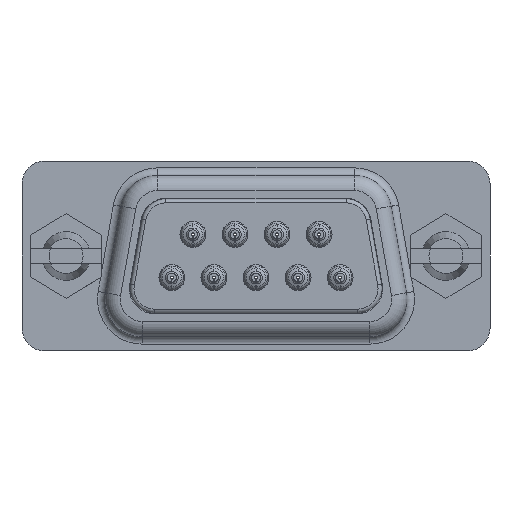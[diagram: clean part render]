
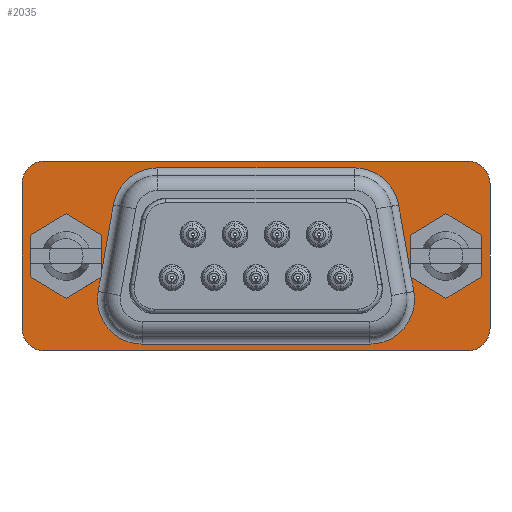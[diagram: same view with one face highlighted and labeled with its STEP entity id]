
A CAD part, left-side view. The second image highlights one B-rep face of the part: STEP entity #2035.
In plain terms, the highlighted planar face has unit normal (-1, 0, 0).
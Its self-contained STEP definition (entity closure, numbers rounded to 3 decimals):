
#35=CARTESIAN_POINT('',(0.725,13.9,-6.25));
#36=VERTEX_POINT('',#35);
#37=CARTESIAN_POINT('',(0.725,15.4,-4.75));
#38=VERTEX_POINT('',#37);
#39=CARTESIAN_POINT('',(0.725,13.9,-4.75));
#40=DIRECTION('',(0.,0.,-1.));
#41=DIRECTION('',(1.,0.,0.));
#42=AXIS2_PLACEMENT_3D('',#39,#41,#40);
#43=CIRCLE('',#42,1.5);
#44=EDGE_CURVE('',#36,#38,#43,.T.);
#77=CARTESIAN_POINT('',(0.725,15.4,4.75));
#78=VERTEX_POINT('',#77);
#79=CARTESIAN_POINT('',(0.725,15.4,-4.75));
#80=DIRECTION('',(0.,0.,1.));
#81=VECTOR('',#80,9.5);
#82=LINE('',#79,#81);
#83=EDGE_CURVE('',#38,#78,#82,.T.);
#108=CARTESIAN_POINT('',(0.725,13.9,6.25));
#109=VERTEX_POINT('',#108);
#110=CARTESIAN_POINT('',(0.725,13.9,4.75));
#111=DIRECTION('',(0.,1.,0.));
#112=DIRECTION('',(1.,0.,0.));
#113=AXIS2_PLACEMENT_3D('',#110,#112,#111);
#114=CIRCLE('',#113,1.5);
#115=EDGE_CURVE('',#78,#109,#114,.T.);
#141=CARTESIAN_POINT('',(0.725,-13.9,6.25));
#142=VERTEX_POINT('',#141);
#143=CARTESIAN_POINT('',(0.725,13.9,6.25));
#144=DIRECTION('',(0.,-1.,0.));
#145=VECTOR('',#144,27.8);
#146=LINE('',#143,#145);
#147=EDGE_CURVE('',#109,#142,#146,.T.);
#172=CARTESIAN_POINT('',(0.725,-15.4,4.75));
#173=VERTEX_POINT('',#172);
#174=CARTESIAN_POINT('',(0.725,-13.9,4.75));
#175=DIRECTION('',(0.,0.,1.));
#176=DIRECTION('',(1.,0.,0.));
#177=AXIS2_PLACEMENT_3D('',#174,#176,#175);
#178=CIRCLE('',#177,1.5);
#179=EDGE_CURVE('',#142,#173,#178,.T.);
#205=CARTESIAN_POINT('',(0.725,-15.4,-4.75));
#206=VERTEX_POINT('',#205);
#207=CARTESIAN_POINT('',(0.725,-15.4,4.75));
#208=DIRECTION('',(0.,0.,-1.));
#209=VECTOR('',#208,9.5);
#210=LINE('',#207,#209);
#211=EDGE_CURVE('',#173,#206,#210,.T.);
#236=CARTESIAN_POINT('',(0.725,-13.9,-6.25));
#237=VERTEX_POINT('',#236);
#238=CARTESIAN_POINT('',(0.725,-13.9,-4.75));
#239=DIRECTION('',(0.,-1.,0.));
#240=DIRECTION('',(1.,0.,0.));
#241=AXIS2_PLACEMENT_3D('',#238,#240,#239);
#242=CIRCLE('',#241,1.5);
#243=EDGE_CURVE('',#206,#237,#242,.T.);
#269=CARTESIAN_POINT('',(0.725,-13.9,-6.25));
#270=DIRECTION('',(0.,1.,0.));
#271=VECTOR('',#270,27.8);
#272=LINE('',#269,#271);
#273=EDGE_CURVE('',#237,#36,#272,.T.);
#1565=CARTESIAN_POINT('',(0.725,-7.486,-5.8));
#1566=VERTEX_POINT('',#1565);
#1574=CARTESIAN_POINT('',(0.725,-10.391,-2.338));
#1575=VERTEX_POINT('',#1574);
#1576=CARTESIAN_POINT('',(0.725,-7.486,-2.85));
#1577=DIRECTION('',(0.,-0.985,0.174));
#1578=DIRECTION('',(1.,0.,0.));
#1579=AXIS2_PLACEMENT_3D('',#1576,#1578,#1577);
#1580=CIRCLE('',#1579,2.95);
#1581=EDGE_CURVE('',#1575,#1566,#1580,.T.);
#1601=CARTESIAN_POINT('',(0.725,7.486,-5.8));
#1602=VERTEX_POINT('',#1601);
#1610=CARTESIAN_POINT('',(0.725,-7.486,-5.8));
#1611=DIRECTION('',(0.,1.,0.));
#1612=VECTOR('',#1611,14.973);
#1613=LINE('',#1610,#1612);
#1614=EDGE_CURVE('',#1566,#1602,#1613,.T.);
#1673=CARTESIAN_POINT('',(0.725,10.391,-2.338));
#1674=VERTEX_POINT('',#1673);
#1682=CARTESIAN_POINT('',(0.725,7.486,-2.85));
#1683=DIRECTION('',(0.,0.,-1.));
#1684=DIRECTION('',(1.,0.,0.));
#1685=AXIS2_PLACEMENT_3D('',#1682,#1684,#1683);
#1686=CIRCLE('',#1685,2.95);
#1687=EDGE_CURVE('',#1602,#1674,#1686,.T.);
#1748=CARTESIAN_POINT('',(0.725,6.481,5.8));
#1749=VERTEX_POINT('',#1748);
#1757=CARTESIAN_POINT('',(0.725,9.386,3.362));
#1758=VERTEX_POINT('',#1757);
#1759=CARTESIAN_POINT('',(0.725,6.481,2.85));
#1760=DIRECTION('',(0.,0.985,0.174));
#1761=DIRECTION('',(1.,0.,0.));
#1762=AXIS2_PLACEMENT_3D('',#1759,#1761,#1760);
#1763=CIRCLE('',#1762,2.95);
#1764=EDGE_CURVE('',#1758,#1749,#1763,.T.);
#1784=CARTESIAN_POINT('',(0.725,-6.481,5.8));
#1785=VERTEX_POINT('',#1784);
#1793=CARTESIAN_POINT('',(0.725,6.481,5.8));
#1794=DIRECTION('',(0.,-1.,0.));
#1795=VECTOR('',#1794,12.962);
#1796=LINE('',#1793,#1795);
#1797=EDGE_CURVE('',#1749,#1785,#1796,.T.);
#1867=CARTESIAN_POINT('',(0.725,-9.386,3.362));
#1868=VERTEX_POINT('',#1867);
#1876=CARTESIAN_POINT('',(0.725,-6.481,2.85));
#1877=DIRECTION('',(0.,0.,1.));
#1878=DIRECTION('',(1.,0.,0.));
#1879=AXIS2_PLACEMENT_3D('',#1876,#1878,#1877);
#1880=CIRCLE('',#1879,2.95);
#1881=EDGE_CURVE('',#1785,#1868,#1880,.T.);
#1888=CARTESIAN_POINT('',(0.725,0.,0.));
#1889=DIRECTION('',(0.,-1.,0.));
#1890=DIRECTION('',(-1.,0.,0.));
#1891=AXIS2_PLACEMENT_3D('',#1888,#1890,#1889);
#1892=PLANE('',#1891);
#1893=ORIENTED_EDGE('',*,*,#273,.F.);
#1894=ORIENTED_EDGE('',*,*,#243,.F.);
#1895=ORIENTED_EDGE('',*,*,#211,.F.);
#1896=ORIENTED_EDGE('',*,*,#179,.F.);
#1897=ORIENTED_EDGE('',*,*,#147,.F.);
#1898=ORIENTED_EDGE('',*,*,#115,.F.);
#1899=ORIENTED_EDGE('',*,*,#83,.F.);
#1900=ORIENTED_EDGE('',*,*,#44,.F.);
#1901=EDGE_LOOP('',(#1893,#1894,#1895,#1896,#1897,#1898,#1899,#1900));
#1902=FACE_OUTER_BOUND('',#1901,.T.);
#1903=ORIENTED_EDGE('',*,*,#1581,.T.);
#1904=ORIENTED_EDGE('',*,*,#1614,.T.);
#1905=ORIENTED_EDGE('',*,*,#1687,.T.);
#1906=CARTESIAN_POINT('',(0.725,10.229,-1.417));
#1907=VERTEX_POINT('',#1906);
#1908=CARTESIAN_POINT('',(0.725,10.391,-2.338));
#1909=DIRECTION('',(0.,-0.174,0.985));
#1910=VECTOR('',#1909,0.934);
#1911=LINE('',#1908,#1910);
#1912=EDGE_CURVE('',#1674,#1907,#1911,.T.);
#1913=ORIENTED_EDGE('',*,*,#1912,.T.);
#1914=CARTESIAN_POINT('',(0.725,12.5,-2.779));
#1915=VERTEX_POINT('',#1914);
#1916=CARTESIAN_POINT('',(0.725,10.229,-1.417));
#1917=DIRECTION('',(0.,0.858,-0.514));
#1918=VECTOR('',#1917,2.648);
#1919=LINE('',#1916,#1918);
#1920=EDGE_CURVE('',#1907,#1915,#1919,.T.);
#1921=ORIENTED_EDGE('',*,*,#1920,.T.);
#1922=CARTESIAN_POINT('',(0.725,14.85,-1.37));
#1923=VERTEX_POINT('',#1922);
#1924=CARTESIAN_POINT('',(0.725,12.5,-2.779));
#1925=DIRECTION('',(0.,0.858,0.514));
#1926=VECTOR('',#1925,2.74);
#1927=LINE('',#1924,#1926);
#1928=EDGE_CURVE('',#1915,#1923,#1927,.T.);
#1929=ORIENTED_EDGE('',*,*,#1928,.T.);
#1930=CARTESIAN_POINT('',(0.725,14.85,1.37));
#1931=VERTEX_POINT('',#1930);
#1932=CARTESIAN_POINT('',(0.725,14.85,1.37));
#1933=DIRECTION('',(0.,0.,-1.));
#1934=VECTOR('',#1933,2.74);
#1935=LINE('',#1932,#1934);
#1936=EDGE_CURVE('',#1931,#1923,#1935,.T.);
#1937=ORIENTED_EDGE('',*,*,#1936,.F.);
#1938=CARTESIAN_POINT('',(0.725,12.5,2.779));
#1939=VERTEX_POINT('',#1938);
#1940=CARTESIAN_POINT('',(0.725,12.5,2.779));
#1941=DIRECTION('',(0.,0.858,-0.514));
#1942=VECTOR('',#1941,2.74);
#1943=LINE('',#1940,#1942);
#1944=EDGE_CURVE('',#1939,#1931,#1943,.T.);
#1945=ORIENTED_EDGE('',*,*,#1944,.F.);
#1946=CARTESIAN_POINT('',(0.725,10.15,1.37));
#1947=VERTEX_POINT('',#1946);
#1948=CARTESIAN_POINT('',(0.725,12.5,2.779));
#1949=DIRECTION('',(0.,-0.858,-0.514));
#1950=VECTOR('',#1949,2.74);
#1951=LINE('',#1948,#1950);
#1952=EDGE_CURVE('',#1939,#1947,#1951,.T.);
#1953=ORIENTED_EDGE('',*,*,#1952,.T.);
#1954=CARTESIAN_POINT('',(0.725,10.15,-0.968));
#1955=VERTEX_POINT('',#1954);
#1956=CARTESIAN_POINT('',(0.725,10.15,-0.968));
#1957=DIRECTION('',(0.,0.,1.));
#1958=VECTOR('',#1957,2.338);
#1959=LINE('',#1956,#1958);
#1960=EDGE_CURVE('',#1955,#1947,#1959,.T.);
#1961=ORIENTED_EDGE('',*,*,#1960,.F.);
#1962=CARTESIAN_POINT('',(0.725,10.15,-0.968));
#1963=DIRECTION('',(0.,-0.174,0.985));
#1964=VECTOR('',#1963,4.397);
#1965=LINE('',#1962,#1964);
#1966=EDGE_CURVE('',#1955,#1758,#1965,.T.);
#1967=ORIENTED_EDGE('',*,*,#1966,.T.);
#1968=ORIENTED_EDGE('',*,*,#1764,.T.);
#1969=ORIENTED_EDGE('',*,*,#1797,.T.);
#1970=ORIENTED_EDGE('',*,*,#1881,.T.);
#1971=CARTESIAN_POINT('',(0.725,-10.15,-0.968));
#1972=VERTEX_POINT('',#1971);
#1973=CARTESIAN_POINT('',(0.725,-9.386,3.362));
#1974=DIRECTION('',(0.,-0.174,-0.985));
#1975=VECTOR('',#1974,4.397);
#1976=LINE('',#1973,#1975);
#1977=EDGE_CURVE('',#1868,#1972,#1976,.T.);
#1978=ORIENTED_EDGE('',*,*,#1977,.T.);
#1979=CARTESIAN_POINT('',(0.725,-10.15,1.37));
#1980=VERTEX_POINT('',#1979);
#1981=CARTESIAN_POINT('',(0.725,-10.15,1.37));
#1982=DIRECTION('',(0.,0.,-1.));
#1983=VECTOR('',#1982,2.338);
#1984=LINE('',#1981,#1983);
#1985=EDGE_CURVE('',#1980,#1972,#1984,.T.);
#1986=ORIENTED_EDGE('',*,*,#1985,.F.);
#1987=CARTESIAN_POINT('',(0.725,-12.5,2.779));
#1988=VERTEX_POINT('',#1987);
#1989=CARTESIAN_POINT('',(0.725,-10.15,1.37));
#1990=DIRECTION('',(0.,-0.858,0.514));
#1991=VECTOR('',#1990,2.74);
#1992=LINE('',#1989,#1991);
#1993=EDGE_CURVE('',#1980,#1988,#1992,.T.);
#1994=ORIENTED_EDGE('',*,*,#1993,.T.);
#1995=CARTESIAN_POINT('',(0.725,-14.85,1.37));
#1996=VERTEX_POINT('',#1995);
#1997=CARTESIAN_POINT('',(0.725,-12.5,2.779));
#1998=DIRECTION('',(0.,-0.858,-0.514));
#1999=VECTOR('',#1998,2.74);
#2000=LINE('',#1997,#1999);
#2001=EDGE_CURVE('',#1988,#1996,#2000,.T.);
#2002=ORIENTED_EDGE('',*,*,#2001,.T.);
#2003=CARTESIAN_POINT('',(0.725,-14.85,-1.37));
#2004=VERTEX_POINT('',#2003);
#2005=CARTESIAN_POINT('',(0.725,-14.85,1.37));
#2006=DIRECTION('',(0.,0.,-1.));
#2007=VECTOR('',#2006,2.74);
#2008=LINE('',#2005,#2007);
#2009=EDGE_CURVE('',#1996,#2004,#2008,.T.);
#2010=ORIENTED_EDGE('',*,*,#2009,.T.);
#2011=CARTESIAN_POINT('',(0.725,-12.5,-2.779));
#2012=VERTEX_POINT('',#2011);
#2013=CARTESIAN_POINT('',(0.725,-14.85,-1.37));
#2014=DIRECTION('',(0.,0.858,-0.514));
#2015=VECTOR('',#2014,2.74);
#2016=LINE('',#2013,#2015);
#2017=EDGE_CURVE('',#2004,#2012,#2016,.T.);
#2018=ORIENTED_EDGE('',*,*,#2017,.T.);
#2019=CARTESIAN_POINT('',(0.725,-10.229,-1.417));
#2020=VERTEX_POINT('',#2019);
#2021=CARTESIAN_POINT('',(0.725,-12.5,-2.779));
#2022=DIRECTION('',(0.,0.858,0.514));
#2023=VECTOR('',#2022,2.648);
#2024=LINE('',#2021,#2023);
#2025=EDGE_CURVE('',#2012,#2020,#2024,.T.);
#2026=ORIENTED_EDGE('',*,*,#2025,.T.);
#2027=CARTESIAN_POINT('',(0.725,-10.229,-1.417));
#2028=DIRECTION('',(0.,-0.174,-0.985));
#2029=VECTOR('',#2028,0.934);
#2030=LINE('',#2027,#2029);
#2031=EDGE_CURVE('',#2020,#1575,#2030,.T.);
#2032=ORIENTED_EDGE('',*,*,#2031,.T.);
#2033=EDGE_LOOP('',(#1903,#1904,#1905,#1913,#1921,#1929,#1937,#1945,#1953,#1961,#1967,#1968,#1969,#1970,#1978,#1986,#1994,#2002,#2010,#2018,#2026,#2032));
#2034=FACE_BOUND('',#2033,.T.);
#2035=ADVANCED_FACE('',(#1902,#2034),#1892,.T.);
